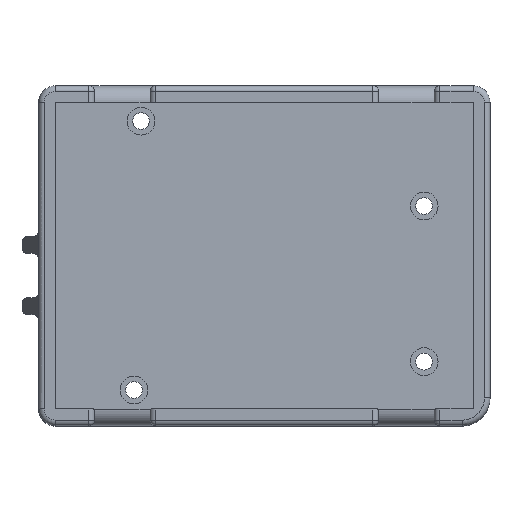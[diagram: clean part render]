
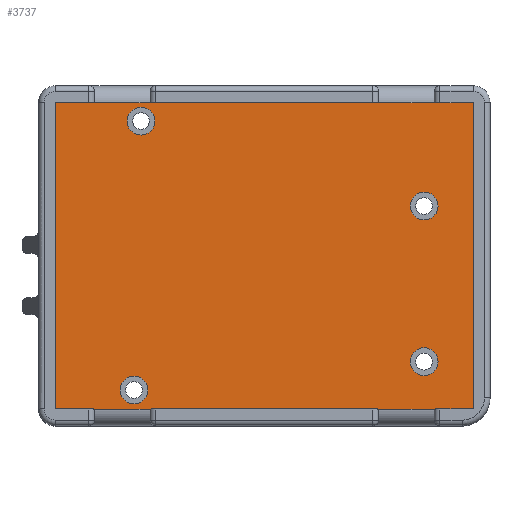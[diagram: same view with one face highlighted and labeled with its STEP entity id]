
A CAD part, top view. The second image highlights one B-rep face of the part: STEP entity #3737.
In plain terms, the highlighted planar face has unit normal (0, 0, 1).
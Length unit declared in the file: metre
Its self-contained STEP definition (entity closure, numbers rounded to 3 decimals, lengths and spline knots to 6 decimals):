
#258=CIRCLE('',#4059,0.0025);
#259=CIRCLE('',#4060,0.0025);
#260=CIRCLE('',#4061,0.0025);
#261=CIRCLE('',#4062,0.0025);
#674=ORIENTED_EDGE('',*,*,#1792,.T.);
#675=ORIENTED_EDGE('',*,*,#1793,.T.);
#676=ORIENTED_EDGE('',*,*,#1794,.T.);
#677=ORIENTED_EDGE('',*,*,#1795,.T.);
#678=ORIENTED_EDGE('',*,*,#1594,.T.);
#679=ORIENTED_EDGE('',*,*,#1722,.T.);
#680=ORIENTED_EDGE('',*,*,#1652,.F.);
#681=ORIENTED_EDGE('',*,*,#1754,.F.);
#1594=EDGE_CURVE('',#2163,#2162,#2505,.T.);
#1652=EDGE_CURVE('',#2220,#2221,#2545,.T.);
#1722=EDGE_CURVE('',#2162,#2221,#2594,.T.);
#1754=EDGE_CURVE('',#2163,#2220,#2616,.T.);
#1792=EDGE_CURVE('',#2346,#2346,#258,.T.);
#1793=EDGE_CURVE('',#2347,#2347,#259,.T.);
#1794=EDGE_CURVE('',#2348,#2348,#260,.T.);
#1795=EDGE_CURVE('',#2349,#2349,#261,.T.);
#2162=VERTEX_POINT('',#5783);
#2163=VERTEX_POINT('',#5785);
#2220=VERTEX_POINT('',#5900);
#2221=VERTEX_POINT('',#5902);
#2346=VERTEX_POINT('',#6177);
#2347=VERTEX_POINT('',#6179);
#2348=VERTEX_POINT('',#6181);
#2349=VERTEX_POINT('',#6183);
#2505=LINE('',#5784,#2845);
#2545=LINE('',#5901,#2885);
#2594=LINE('',#6043,#2934);
#2616=LINE('',#6105,#2956);
#2845=VECTOR('',#4506,1.);
#2885=VECTOR('',#4584,1.);
#2934=VECTOR('',#4681,1.);
#2956=VECTOR('',#4731,1.);
#3159=EDGE_LOOP('',(#674));
#3160=EDGE_LOOP('',(#675));
#3161=EDGE_LOOP('',(#676));
#3162=EDGE_LOOP('',(#677));
#3163=EDGE_LOOP('',(#678,#679,#680,#681));
#3419=FACE_BOUND('',#3159,.T.);
#3420=FACE_BOUND('',#3160,.T.);
#3421=FACE_BOUND('',#3161,.T.);
#3422=FACE_BOUND('',#3162,.T.);
#3423=FACE_BOUND('',#3163,.T.);
#3651=PLANE('',#4058);
#3737=ADVANCED_FACE('',(#3419,#3420,#3421,#3422,#3423),#3651,.F.);
#4058=AXIS2_PLACEMENT_3D('',#6175,#4795,#4796);
#4059=AXIS2_PLACEMENT_3D('',#6176,#4797,#4798);
#4060=AXIS2_PLACEMENT_3D('',#6178,#4799,#4800);
#4061=AXIS2_PLACEMENT_3D('',#6180,#4801,#4802);
#4062=AXIS2_PLACEMENT_3D('',#6182,#4803,#4804);
#4506=DIRECTION('',(1.,0.,0.));
#4584=DIRECTION('',(1.,0.,0.));
#4681=DIRECTION('',(0.,1.,0.));
#4731=DIRECTION('',(0.,1.,0.));
#4795=DIRECTION('',(0.,0.,-1.));
#4796=DIRECTION('',(1.,0.,0.));
#4797=DIRECTION('',(0.,0.,-1.));
#4798=DIRECTION('',(-1.,0.,0.));
#4799=DIRECTION('',(0.,0.,-1.));
#4800=DIRECTION('',(-1.,0.,0.));
#4801=DIRECTION('',(0.,0.,-1.));
#4802=DIRECTION('',(-1.,0.,0.));
#4803=DIRECTION('',(0.,0.,-1.));
#4804=DIRECTION('',(-1.,0.,0.));
#5783=CARTESIAN_POINT('',(0.078,0.003,0.003));
#5784=CARTESIAN_POINT('',(0.0405,0.003,0.003));
#5785=CARTESIAN_POINT('',(0.003,0.003,0.003));
#5900=CARTESIAN_POINT('',(0.003,0.058,0.003));
#5901=CARTESIAN_POINT('',(0.0405,0.058,0.003));
#5902=CARTESIAN_POINT('',(0.078,0.058,0.003));
#6043=CARTESIAN_POINT('',(0.078,0.0305,0.003));
#6105=CARTESIAN_POINT('',(0.003,0.0305,0.003));
#6175=CARTESIAN_POINT('',(0.0405,0.0305,0.003));
#6176=CARTESIAN_POINT('',(0.0171,0.00648,0.003));
#6177=CARTESIAN_POINT('',(0.0146,0.00648,0.003));
#6178=CARTESIAN_POINT('',(0.06917,0.01156,0.003));
#6179=CARTESIAN_POINT('',(0.06667,0.01156,0.003));
#6180=CARTESIAN_POINT('',(0.06917,0.0395,0.003));
#6181=CARTESIAN_POINT('',(0.06667,0.0395,0.003));
#6182=CARTESIAN_POINT('',(0.01837,0.05474,0.003));
#6183=CARTESIAN_POINT('',(0.01587,0.05474,0.003));
